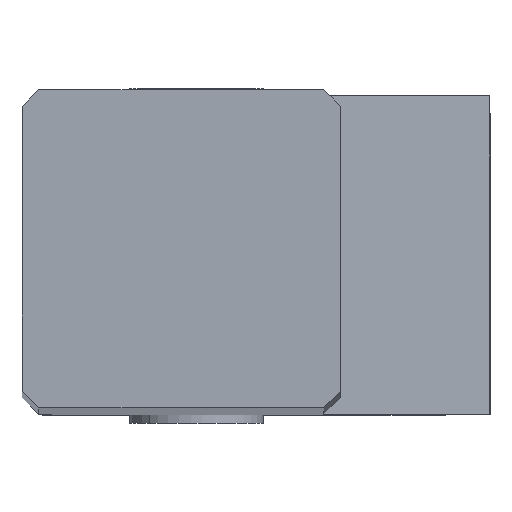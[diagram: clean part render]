
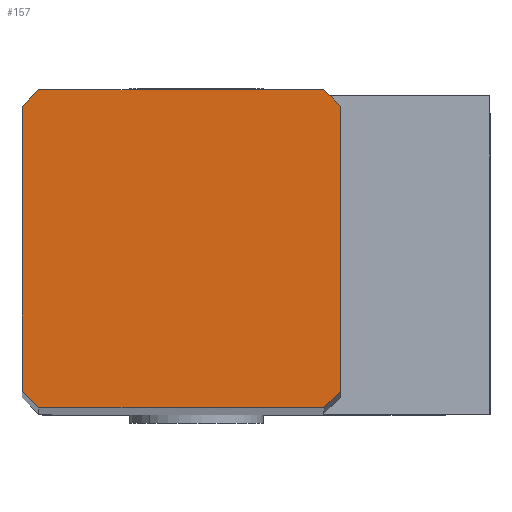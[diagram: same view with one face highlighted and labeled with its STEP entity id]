
A CAD part, top view. The second image highlights one B-rep face of the part: STEP entity #157.
In plain terms, the highlighted planar face has unit normal (0, 0, 1).
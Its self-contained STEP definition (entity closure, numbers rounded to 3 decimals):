
#101=FACE_OUTER_BOUND('',#248,.T.);
#157=ADVANCED_FACE('',(#101),#215,.T.);
#215=PLANE('',#1215);
#248=EDGE_LOOP('',(#378,#379,#380,#381,#382,#383,#384,#385));
#378=ORIENTED_EDGE('',*,*,#809,.F.);
#379=ORIENTED_EDGE('',*,*,#810,.T.);
#380=ORIENTED_EDGE('',*,*,#811,.T.);
#381=ORIENTED_EDGE('',*,*,#812,.T.);
#382=ORIENTED_EDGE('',*,*,#808,.T.);
#383=ORIENTED_EDGE('',*,*,#798,.T.);
#384=ORIENTED_EDGE('',*,*,#794,.T.);
#385=ORIENTED_EDGE('',*,*,#813,.T.);
#684=VERTEX_POINT('',#1677);
#685=VERTEX_POINT('',#1679);
#688=VERTEX_POINT('',#1687);
#695=VERTEX_POINT('',#1705);
#696=VERTEX_POINT('',#1709);
#697=VERTEX_POINT('',#1710);
#698=VERTEX_POINT('',#1712);
#699=VERTEX_POINT('',#1714);
#794=EDGE_CURVE('',#685,#684,#956,.T.);
#798=EDGE_CURVE('',#688,#685,#958,.T.);
#808=EDGE_CURVE('',#695,#688,#968,.T.);
#809=EDGE_CURVE('',#696,#697,#969,.T.);
#810=EDGE_CURVE('',#696,#698,#970,.T.);
#811=EDGE_CURVE('',#698,#699,#971,.T.);
#812=EDGE_CURVE('',#699,#695,#972,.T.);
#813=EDGE_CURVE('',#684,#697,#973,.T.);
#956=LINE('',#1678,#1049);
#958=LINE('',#1686,#1051);
#968=LINE('',#1706,#1061);
#969=LINE('',#1708,#1062);
#970=LINE('',#1711,#1063);
#971=LINE('',#1713,#1064);
#972=LINE('',#1715,#1065);
#973=LINE('',#1716,#1066);
#1049=VECTOR('',#1347,1.);
#1051=VECTOR('',#1355,1.);
#1061=VECTOR('',#1369,1.);
#1062=VECTOR('',#1372,1.);
#1063=VECTOR('',#1373,1.);
#1064=VECTOR('',#1374,1.);
#1065=VECTOR('',#1375,1.);
#1066=VECTOR('',#1376,1.);
#1215=AXIS2_PLACEMENT_3D('',#1717,#1377,#1378);
#1347=DIRECTION('',(1.,0.,0.));
#1355=DIRECTION('',(0.707,-0.707,0.));
#1369=DIRECTION('',(0.,-1.,0.));
#1372=DIRECTION('',(0.,-1.,0.));
#1373=DIRECTION('',(-0.707,0.707,0.));
#1374=DIRECTION('',(-1.,0.,0.));
#1375=DIRECTION('',(-0.707,-0.707,0.));
#1376=DIRECTION('',(0.707,0.707,0.));
#1377=DIRECTION('',(0.,0.,1.));
#1378=DIRECTION('',(1.,0.,0.));
#1677=CARTESIAN_POINT('',(-0.5,0.,0.));
#1678=CARTESIAN_POINT('',(-9.025,0.,0.));
#1679=CARTESIAN_POINT('',(-9.025,0.,0.));
#1686=CARTESIAN_POINT('',(-9.525,0.5,0.));
#1687=CARTESIAN_POINT('',(-9.525,0.5,0.));
#1705=CARTESIAN_POINT('',(-9.525,9.025,0.));
#1706=CARTESIAN_POINT('',(-9.525,9.025,0.));
#1708=CARTESIAN_POINT('',(0.,9.025,0.));
#1709=CARTESIAN_POINT('',(0.,9.025,0.));
#1710=CARTESIAN_POINT('',(0.,0.5,0.));
#1711=CARTESIAN_POINT('',(0.,9.025,0.));
#1712=CARTESIAN_POINT('',(-0.5,9.525,0.));
#1713=CARTESIAN_POINT('',(-0.5,9.525,0.));
#1714=CARTESIAN_POINT('',(-9.025,9.525,0.));
#1715=CARTESIAN_POINT('',(-9.025,9.525,0.));
#1716=CARTESIAN_POINT('',(-0.5,0.,0.));
#1717=CARTESIAN_POINT('',(-4.763,4.763,0.));
